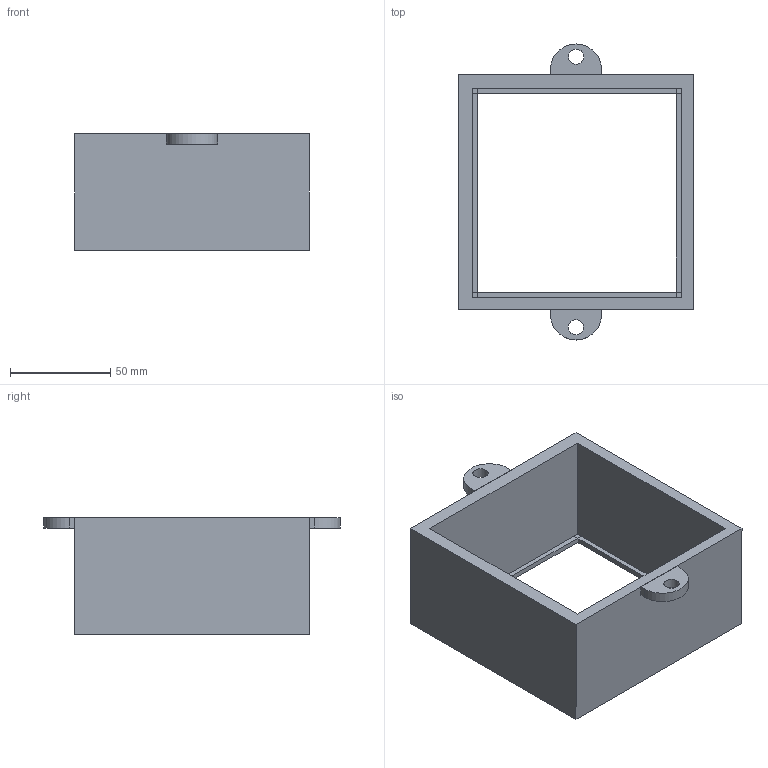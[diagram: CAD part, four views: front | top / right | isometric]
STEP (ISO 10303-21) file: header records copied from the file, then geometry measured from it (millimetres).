
FILE_DESCRIPTION(/* description */ (''),/* implementation_level */ '2;1');
FILE_NAME(/* name */ 'Module_Combined first draft.step',/* time_stamp */ '2020-04-15T18:30:56-07:00',/* author */ (''),/* organization */ (''),/* preprocessor_version */ 'ST-DEVELOPER v18',/* originating_system */ 'Autodesk Translation Framework v8.12.0.6',/* authorisation */ '');
FILE_SCHEMA (('AUTOMOTIVE_DESIGN { 1 0 10303 214 3 1 1 }'));
Length unit declared in the file: inch
Products named in the file (4): combine; oneone; onetwo; edge
Assembly tree (7 placements, depth 2):
  combine
    onetwo  x2
    oneone
    edge  x4
Bounding box: 116.84 x 147.32 x 57.91 mm (x, y, z)
Volume: 167980.6 mm3; surface area: 63133.7 mm2
Topology: 7 solids, 7 shells, 48 faces, 102 edges, 68 vertices
Faces by surface type: plane 44, cylinder 4
Full cylindrical faces by diameter (mm): 7.62 x2
Entity records: 788 total; most frequent: DIRECTION 123, CARTESIAN_POINT 119, ORIENTED_EDGE 102, EDGE_CURVE 51, LINE 47, VECTOR 47, AXIS2_PLACEMENT_3D 38, VERTEX_POINT 34
